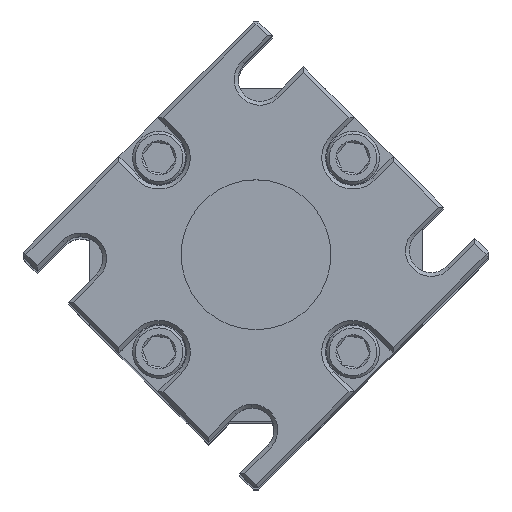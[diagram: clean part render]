
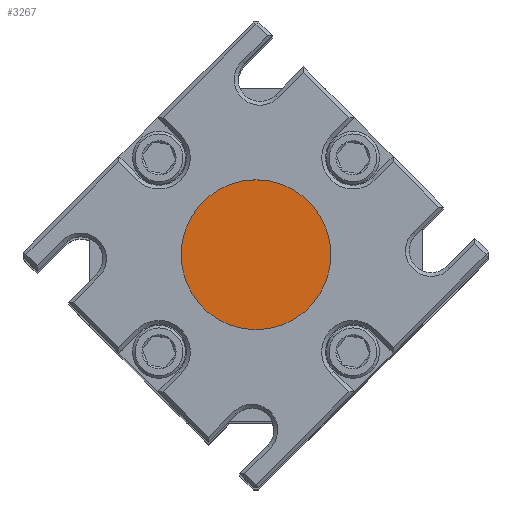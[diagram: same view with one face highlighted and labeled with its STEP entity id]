
A CAD part, top view. The second image highlights one B-rep face of the part: STEP entity #3267.
In plain terms, the highlighted planar face has unit normal (0, 0, 1).
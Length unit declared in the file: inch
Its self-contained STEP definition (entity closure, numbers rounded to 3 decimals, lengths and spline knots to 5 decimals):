
#8 = CARTESIAN_POINT ( 'NONE',  ( -1.99372, 0.49524, 1.80767 ) ) ;
#376 = VERTEX_POINT ( 'NONE', #9224 ) ;
#426 = DIRECTION ( 'NONE',  ( 0., 0., -1. ) ) ;
#2181 = DIRECTION ( 'NONE',  ( 0., 0., 1. ) ) ;
#2404 = FACE_OUTER_BOUND ( 'NONE', #10933, .T. ) ;
#3145 = AXIS2_PLACEMENT_3D ( 'NONE', #7516, #2181, #6493 ) ;
#3267 = ADVANCED_FACE ( 'NONE', ( #2404 ), #6439, .T. ) ;
#5113 = AXIS2_PLACEMENT_3D ( 'NONE', #7141, #426, #10474 ) ;
#5288 = CIRCLE ( 'NONE', #9383, 0.198 ) ;
#6439 = PLANE ( 'NONE',  #3145 ) ;
#6493 = DIRECTION ( 'NONE',  ( 0., 1., 0. ) ) ;
#7015 = ORIENTED_EDGE ( 'NONE', *, *, #7574, .F. ) ;
#7141 = CARTESIAN_POINT ( 'NONE',  ( -1.99372, 0.49524, 1.80767 ) ) ;
#7516 = CARTESIAN_POINT ( 'NONE',  ( -1.99372, 0.49524, 1.80767 ) ) ;
#7574 = EDGE_CURVE ( 'NONE', #376, #10956, #5288, .T. ) ;
#8087 = EDGE_CURVE ( 'NONE', #10956, #376, #8504, .T. ) ;
#8504 = CIRCLE ( 'NONE', #5113, 0.198 ) ;
#8612 = DIRECTION ( 'NONE',  ( 0., 0., -1. ) ) ;
#8879 = CARTESIAN_POINT ( 'NONE',  ( -1.99372, 0.29724, 1.80767 ) ) ;
#9224 = CARTESIAN_POINT ( 'NONE',  ( -1.99372, 0.69324, 1.80767 ) ) ;
#9383 = AXIS2_PLACEMENT_3D ( 'NONE', #8, #8612, #9447 ) ;
#9447 = DIRECTION ( 'NONE',  ( 1., 0., 0. ) ) ;
#10151 = ORIENTED_EDGE ( 'NONE', *, *, #8087, .F. ) ;
#10474 = DIRECTION ( 'NONE',  ( 1., 0., 0. ) ) ;
#10933 = EDGE_LOOP ( 'NONE', ( #7015, #10151 ) ) ;
#10956 = VERTEX_POINT ( 'NONE', #8879 ) ;
